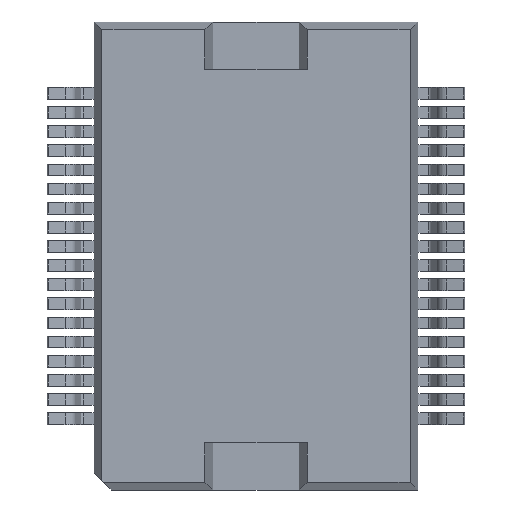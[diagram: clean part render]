
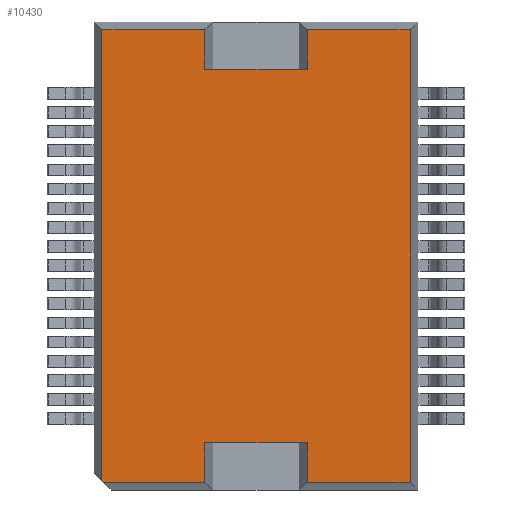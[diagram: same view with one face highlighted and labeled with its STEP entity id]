
A CAD part, front view. The second image highlights one B-rep face of the part: STEP entity #10430.
In plain terms, the highlighted planar face has unit normal (0, -1, 0).
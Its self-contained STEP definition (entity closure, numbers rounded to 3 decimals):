
#361 = CARTESIAN_POINT ( 'NONE',  ( -2.168, 0., -8.002 ) ) ;
#384 = VECTOR ( 'NONE', #5909, 1000. ) ;
#439 = CARTESIAN_POINT ( 'NONE',  ( -2.168, 0., 7.369 ) ) ;
#549 = CARTESIAN_POINT ( 'NONE',  ( 1.311, 0., 6.034 ) ) ;
#1056 = EDGE_CURVE ( 'NONE', #13823, #7895, #4722, .T. ) ;
#1181 = VERTEX_POINT ( 'NONE', #5416 ) ;
#1293 = LINE ( 'NONE', #9895, #5007 ) ;
#1357 = DIRECTION ( 'NONE',  ( 0.707, 0., -0.707 ) ) ;
#1400 = CARTESIAN_POINT ( 'NONE',  ( 1.311, 0., -8.002 ) ) ;
#1539 = VECTOR ( 'NONE', #6280, 1000. ) ;
#1659 = ORIENTED_EDGE ( 'NONE', *, *, #2121, .F. ) ;
#1907 = ORIENTED_EDGE ( 'NONE', *, *, #2327, .F. ) ;
#1938 = CARTESIAN_POINT ( 'NONE',  ( 1.311, 0., -6.666 ) ) ;
#2121 = EDGE_CURVE ( 'NONE', #8065, #9624, #5817, .T. ) ;
#2192 = LINE ( 'NONE', #9861, #2348 ) ;
#2327 = EDGE_CURVE ( 'NONE', #1181, #2751, #4057, .T. ) ;
#2348 = VECTOR ( 'NONE', #4465, 1000. ) ;
#2522 = DIRECTION ( 'NONE',  ( 0., 0., -1. ) ) ;
#2536 = VERTEX_POINT ( 'NONE', #439 ) ;
#2688 = CARTESIAN_POINT ( 'NONE',  ( 0., 0., -8.002 ) ) ;
#2708 = CARTESIAN_POINT ( 'NONE',  ( -5.664, 0., 0. ) ) ;
#2734 = ORIENTED_EDGE ( 'NONE', *, *, #3141, .T. ) ;
#2751 = VERTEX_POINT ( 'NONE', #1400 ) ;
#2807 = EDGE_CURVE ( 'NONE', #2751, #4312, #3870, .T. ) ;
#3006 = CARTESIAN_POINT ( 'NONE',  ( 0., 0., 7.369 ) ) ;
#3141 = EDGE_CURVE ( 'NONE', #8261, #13079, #1293, .T. ) ;
#3556 = DIRECTION ( 'NONE',  ( 0., 0., -1. ) ) ;
#3728 = PLANE ( 'NONE',  #12581 ) ;
#3821 = EDGE_CURVE ( 'NONE', #7895, #11815, #12115, .T. ) ;
#3870 = LINE ( 'NONE', #6735, #5448 ) ;
#4057 = LINE ( 'NONE', #8319, #1539 ) ;
#4200 = CARTESIAN_POINT ( 'NONE',  ( 4.807, 0., 7.369 ) ) ;
#4217 = DIRECTION ( 'NONE',  ( 0., 1., 0. ) ) ;
#4312 = VERTEX_POINT ( 'NONE', #1938 ) ;
#4465 = DIRECTION ( 'NONE',  ( 1., 0., 0. ) ) ;
#4618 = EDGE_CURVE ( 'NONE', #13579, #13823, #2192, .T. ) ;
#4685 = EDGE_LOOP ( 'NONE', ( #6918, #5507, #7696, #2734, #5862, #1659, #12306, #11034, #1907, #8025, #10042, #12350, #10400 ) ) ;
#4722 = LINE ( 'NONE', #9005, #10296 ) ;
#4797 = DIRECTION ( 'NONE',  ( 1., 0., 0. ) ) ;
#4952 = LINE ( 'NONE', #2708, #7020 ) ;
#5007 = VECTOR ( 'NONE', #1357, 1000. ) ;
#5320 = LINE ( 'NONE', #3006, #6207 ) ;
#5352 = VECTOR ( 'NONE', #3556, 1000. ) ;
#5416 = CARTESIAN_POINT ( 'NONE',  ( 4.807, 0., -8.002 ) ) ;
#5448 = VECTOR ( 'NONE', #7939, 1000. ) ;
#5453 = EDGE_CURVE ( 'NONE', #11815, #1181, #12548, .T. ) ;
#5507 = ORIENTED_EDGE ( 'NONE', *, *, #12622, .F. ) ;
#5657 = CARTESIAN_POINT ( 'NONE',  ( -2.168, 0., 0. ) ) ;
#5761 = CARTESIAN_POINT ( 'NONE',  ( -5.664, 0., 7.369 ) ) ;
#5817 = LINE ( 'NONE', #7771, #11892 ) ;
#5862 = ORIENTED_EDGE ( 'NONE', *, *, #13880, .F. ) ;
#5909 = DIRECTION ( 'NONE',  ( -1., 0., 0. ) ) ;
#6065 = DIRECTION ( 'NONE',  ( -1., 0., 0. ) ) ;
#6125 = EDGE_CURVE ( 'NONE', #4312, #8065, #13796, .T. ) ;
#6207 = VECTOR ( 'NONE', #10728, 1000. ) ;
#6280 = DIRECTION ( 'NONE',  ( -1., 0., 0. ) ) ;
#6735 = CARTESIAN_POINT ( 'NONE',  ( 1.311, 0., 0. ) ) ;
#6894 = DIRECTION ( 'NONE',  ( 0., 0., 1. ) ) ;
#6918 = ORIENTED_EDGE ( 'NONE', *, *, #11657, .F. ) ;
#7020 = VECTOR ( 'NONE', #6894, 1000. ) ;
#7210 = CARTESIAN_POINT ( 'NONE',  ( 0., 0., 0. ) ) ;
#7262 = VECTOR ( 'NONE', #6065, 1000. ) ;
#7281 = DIRECTION ( 'NONE',  ( 0., 0., 1. ) ) ;
#7526 = CARTESIAN_POINT ( 'NONE',  ( -2.168, 0., 6.034 ) ) ;
#7696 = ORIENTED_EDGE ( 'NONE', *, *, #8561, .F. ) ;
#7771 = CARTESIAN_POINT ( 'NONE',  ( -2.168, 0., 0. ) ) ;
#7895 = VERTEX_POINT ( 'NONE', #12402 ) ;
#7939 = DIRECTION ( 'NONE',  ( 0., 0., 1. ) ) ;
#8025 = ORIENTED_EDGE ( 'NONE', *, *, #5453, .F. ) ;
#8065 = VERTEX_POINT ( 'NONE', #10523 ) ;
#8261 = VERTEX_POINT ( 'NONE', #13496 ) ;
#8319 = CARTESIAN_POINT ( 'NONE',  ( 0., 0., -8.002 ) ) ;
#8391 = CARTESIAN_POINT ( 'NONE',  ( 0., 0., -6.666 ) ) ;
#8561 = EDGE_CURVE ( 'NONE', #8261, #10306, #4952, .T. ) ;
#9005 = CARTESIAN_POINT ( 'NONE',  ( 1.311, 0., 0. ) ) ;
#9451 = CARTESIAN_POINT ( 'NONE',  ( 4.807, 0., 0. ) ) ;
#9624 = VERTEX_POINT ( 'NONE', #361 ) ;
#9861 = CARTESIAN_POINT ( 'NONE',  ( 0., 0., 6.034 ) ) ;
#9895 = CARTESIAN_POINT ( 'NONE',  ( -5.351, 0., -8.266 ) ) ;
#10015 = LINE ( 'NONE', #5657, #5352 ) ;
#10042 = ORIENTED_EDGE ( 'NONE', *, *, #3821, .F. ) ;
#10296 = VECTOR ( 'NONE', #10984, 1000. ) ;
#10306 = VERTEX_POINT ( 'NONE', #5761 ) ;
#10379 = VECTOR ( 'NONE', #13472, 1000. ) ;
#10400 = ORIENTED_EDGE ( 'NONE', *, *, #4618, .F. ) ;
#10430 = ADVANCED_FACE ( 'NONE', ( #13377 ), #3728, .F. ) ;
#10523 = CARTESIAN_POINT ( 'NONE',  ( -2.168, 0., -6.666 ) ) ;
#10728 = DIRECTION ( 'NONE',  ( 1., 0., 0. ) ) ;
#10925 = CARTESIAN_POINT ( 'NONE',  ( 0., 0., 7.369 ) ) ;
#10984 = DIRECTION ( 'NONE',  ( 0., 0., 1. ) ) ;
#11034 = ORIENTED_EDGE ( 'NONE', *, *, #2807, .F. ) ;
#11128 = VECTOR ( 'NONE', #4797, 1000. ) ;
#11657 = EDGE_CURVE ( 'NONE', #2536, #13579, #10015, .T. ) ;
#11815 = VERTEX_POINT ( 'NONE', #4200 ) ;
#11892 = VECTOR ( 'NONE', #2522, 1000. ) ;
#12115 = LINE ( 'NONE', #10925, #11128 ) ;
#12306 = ORIENTED_EDGE ( 'NONE', *, *, #6125, .F. ) ;
#12325 = LINE ( 'NONE', #2688, #384 ) ;
#12350 = ORIENTED_EDGE ( 'NONE', *, *, #1056, .F. ) ;
#12402 = CARTESIAN_POINT ( 'NONE',  ( 1.311, 0., 7.369 ) ) ;
#12548 = LINE ( 'NONE', #9451, #10379 ) ;
#12581 = AXIS2_PLACEMENT_3D ( 'NONE', #7210, #4217, #7281 ) ;
#12585 = CARTESIAN_POINT ( 'NONE',  ( -5.616, 0., -8.002 ) ) ;
#12622 = EDGE_CURVE ( 'NONE', #10306, #2536, #5320, .T. ) ;
#13079 = VERTEX_POINT ( 'NONE', #12585 ) ;
#13377 = FACE_OUTER_BOUND ( 'NONE', #4685, .T. ) ;
#13472 = DIRECTION ( 'NONE',  ( 0., 0., -1. ) ) ;
#13496 = CARTESIAN_POINT ( 'NONE',  ( -5.664, 0., -7.954 ) ) ;
#13579 = VERTEX_POINT ( 'NONE', #7526 ) ;
#13796 = LINE ( 'NONE', #8391, #7262 ) ;
#13823 = VERTEX_POINT ( 'NONE', #549 ) ;
#13880 = EDGE_CURVE ( 'NONE', #9624, #13079, #12325, .T. ) ;
